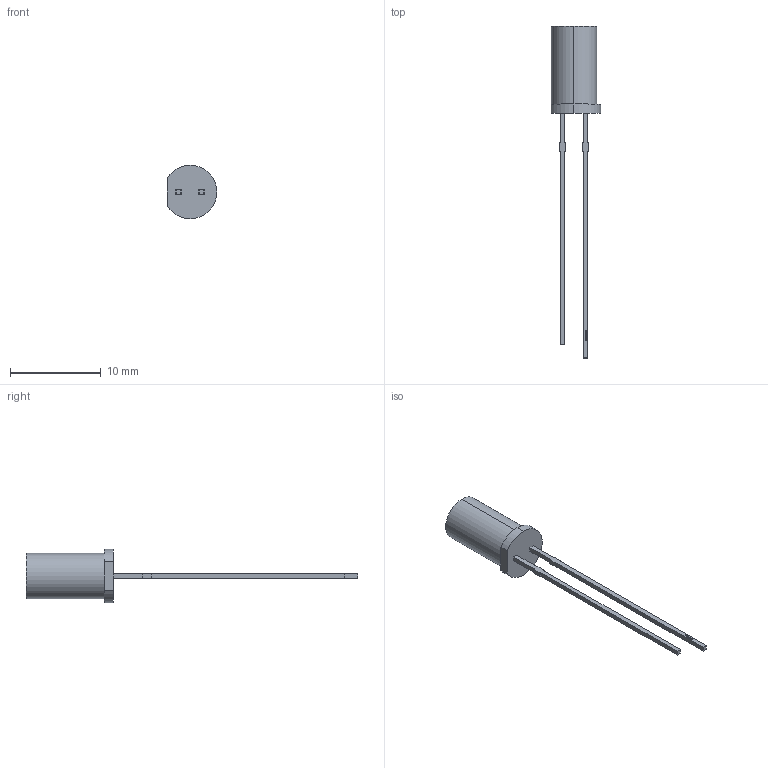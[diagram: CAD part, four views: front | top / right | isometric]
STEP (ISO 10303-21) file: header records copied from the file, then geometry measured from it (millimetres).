
FILE_DESCRIPTION (( 'STEP AP214' ), '1' );
FILE_NAME ('XSMGR15M.STEP', '2021-11-09T23:48:20', ( '' ), ( '' ), 'SwSTEP 2.0', 'SolidWorks 2014', '' );
FILE_SCHEMA (( 'AUTOMOTIVE_DESIGN' ));
Length unit declared in the file: millimetre
Products named in the file (1): XSMGR15M
Bounding box: 5.45 x 36.6 x 5.9 mm (x, y, z)
Volume: 208.6 mm3; surface area: 312.5 mm2
Topology: 1 solids, 1 shells, 259 faces, 704 edges, 469 vertices
Faces by surface type: plane 155, bspline 99, cylinder 5
Entity records: 12752 total; most frequent: CARTESIAN_POINT 6788, ORIENTED_EDGE 1408, DIRECTION 839, EDGE_CURVE 704, LINE 495, VECTOR 495, VERTEX_POINT 469, EDGE_LOOP 281
